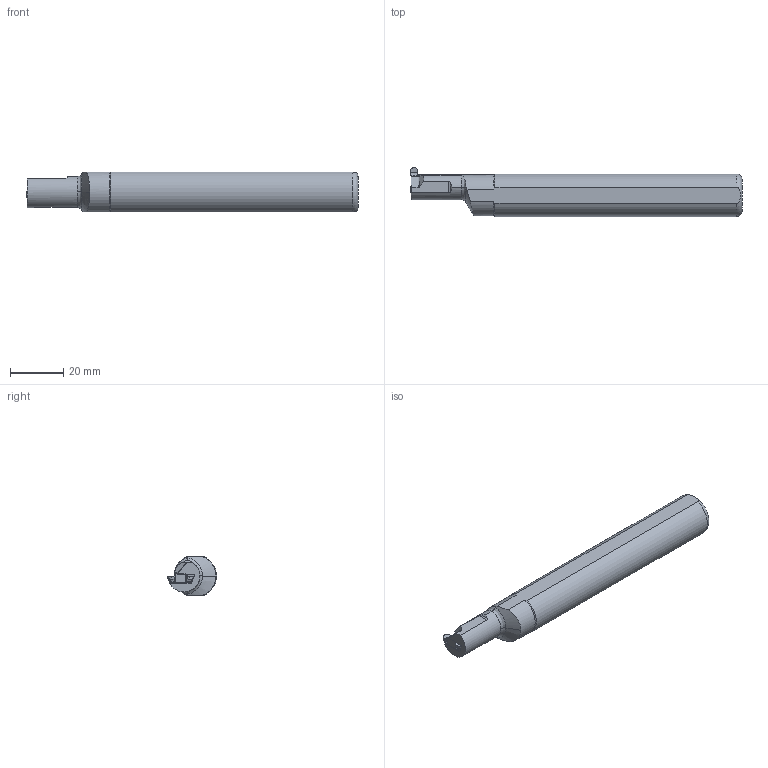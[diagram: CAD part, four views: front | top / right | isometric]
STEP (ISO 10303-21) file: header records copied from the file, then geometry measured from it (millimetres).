
FILE_DESCRIPTION(/* description */ (''),/* implementation_level */ '2;1');
FILE_NAME(/* name */ 'model1_1.stp',/* time_stamp */ '2023-10-11T23:29:34+03:00',/* author */ (''),/* organization */ (''),/* preprocessor_version */ 'ST-DEVELOPER v19.4',/* originating_system */ 'SIEMENS PLM Software NX2306.3001',/* authorisation */ '');
FILE_SCHEMA (('AUTOMOTIVE_DESIGN { 1 0 10303 214 3 1 1 1 }'));
Length unit declared in the file: millimetre
Products named in the file (1): model1_objects
Bounding box: 125 x 18.5 x 14.8 mm (x, y, z)
Volume: 21839.6 mm3; surface area: 6289.5 mm2
Topology: 2 solids, 2 shells, 81 faces, 231 edges, 154 vertices
Faces by surface type: plane 34, bspline 24, cylinder 14, extrusion 4, torus 3, cone 2
Entity records: 4803 total; most frequent: CARTESIAN_POINT 2423, ORIENTED_EDGE 450, DIRECTION 244, EDGE_CURVE 225, VERTEX_POINT 152, B_SPLINE_CURVE_WITH_KNOTS 114, VECTOR 94, LINE 90
